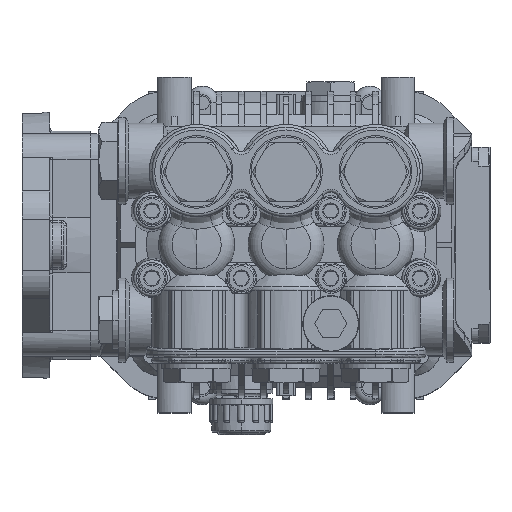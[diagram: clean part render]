
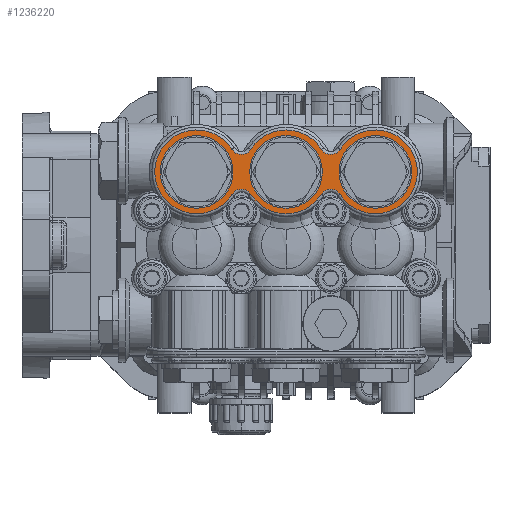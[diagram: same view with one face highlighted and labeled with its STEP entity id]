
A CAD part, top view. The second image highlights one B-rep face of the part: STEP entity #1236220.
In plain terms, the highlighted planar face has unit normal (0, 0, 1).
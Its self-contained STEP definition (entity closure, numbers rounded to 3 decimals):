
#910610=CARTESIAN_POINT('',(64.535,28.282,50.5));
#910620=VERTEX_POINT('',#910610);
#910810=CARTESIAN_POINT('',(71.272,28.282,50.5));
#910820=VERTEX_POINT('',#910810);
#910850=CARTESIAN_POINT('',(67.904,30.439,50.5));
#910860=DIRECTION('',(0.,0.,-1.));
#910870=DIRECTION('',(-1.,0.,0.));
#910880=AXIS2_PLACEMENT_3D('',#910850,#910860,#910870);
#910890=CIRCLE('',#910880,4.);
#910900=EDGE_CURVE('',#910820,#910620,#910890,.T.);
#930450=CARTESIAN_POINT('',(39.272,12.103,50.5));
#930460=VERTEX_POINT('',#930450);
#930630=CARTESIAN_POINT('',(32.535,12.103,50.5));
#930640=VERTEX_POINT('',#930630);
#930670=CARTESIAN_POINT('',(35.904,9.945,50.5));
#930680=DIRECTION('',(0.,0.,1.));
#930690=DIRECTION('',(1.,0.,0.));
#930700=AXIS2_PLACEMENT_3D('',#930670,#930680,#930690);
#930710=CIRCLE('',#930700,4.);
#930720=EDGE_CURVE('',#930460,#930640,#930710,.T.);
#947840=CARTESIAN_POINT('',(71.272,12.103,50.5));
#947850=VERTEX_POINT('',#947840);
#947880=CARTESIAN_POINT('',(83.904,20.192,50.5));
#947890=DIRECTION('',(0.,0.,-1.));
#947900=DIRECTION('',(-1.,0.,0.));
#947910=AXIS2_PLACEMENT_3D('',#947880,#947890,#947900);
#947920=CIRCLE('',#947910,15.);
#947930=EDGE_CURVE('',#910820,#947850,#947920,.T.);
#1233500=CARTESIAN_POINT('',(51.904,20.192,50.5));
#1233510=DIRECTION('',(0.,0.,-1.));
#1233520=DIRECTION('',(0.,1.,0.));
#1233530=AXIS2_PLACEMENT_3D('',#1233500,#1233510,#1233520);
#1233540=CIRCLE('',#1233530,15.);
#1233550=CARTESIAN_POINT('',(64.535,12.103,50.5));
#1233560=VERTEX_POINT('',#1233550);
#1233570=EDGE_CURVE('',#1233560,#930460,#1233540,.T.);
#1233780=CARTESIAN_POINT('',(67.904,9.945,50.5));
#1233790=DIRECTION('',(0.,0.,1.));
#1233800=DIRECTION('',(1.,0.,0.));
#1233810=AXIS2_PLACEMENT_3D('',#1233780,#1233790,#1233800);
#1233820=CIRCLE('',#1233810,4.);
#1233830=EDGE_CURVE('',#947850,#1233560,#1233820,.T.);
#1233930=CARTESIAN_POINT('',(51.904,20.192,50.5));
#1233940=DIRECTION('',(0.,0.,1.));
#1233950=DIRECTION('',(1.,0.,0.));
#1233960=AXIS2_PLACEMENT_3D('',#1233930,#1233940,#1233950);
#1233970=CIRCLE('',#1233960,15.);
#1233980=CARTESIAN_POINT('',(39.272,28.282,50.5));
#1233990=VERTEX_POINT('',#1233980);
#1234000=EDGE_CURVE('',#910620,#1233990,#1233970,.T.);
#1234280=CARTESIAN_POINT('',(32.535,28.282,50.5));
#1234290=VERTEX_POINT('',#1234280);
#1234400=CARTESIAN_POINT('',(35.904,30.439,50.5));
#1234410=DIRECTION('',(0.,0.,-1.));
#1234420=DIRECTION('',(-1.,0.,0.))
;
#1234430=AXIS2_PLACEMENT_3D('',#1234400,#1234410,#1234420);
#1234440=CIRCLE('',#1234430,4.);
#1234450=EDGE_CURVE('',#1233990,#1234290,#1234440,.T.);
#1234860=CARTESIAN_POINT('',(19.904,20.192,50.5));
#1234870=DIRECTION('',(0.,0.,-1.));
#1234880=DIRECTION('',(-1.,0.,0.))
;
#1234890=AXIS2_PLACEMENT_3D('',#1234860,#1234870,#1234880);
#1234900=CIRCLE('',#1234890,15.);
#1234910=EDGE_CURVE('',#930640,#1234290,#1234900,.T.);
#1235620=CARTESIAN_POINT('',(51.904,27.692,50.5));
#1235630=DIRECTION('',(0.,0.,1.));
#1235640=DIRECTION('',(0.,-1.,0.));
#1235650=AXIS2_PLACEMENT_3D('',#1235620,#1235630,#1235640);
#1235660=PLANE('',#1235650);
#1235670=ORIENTED_EDGE('',*,*,#1234450,.T.);
#1235680=ORIENTED_EDGE('',*,*,#1234000,.T.);
#1235690=ORIENTED_EDGE('',*,*,#910900,.T.);
#1235700=ORIENTED_EDGE('',*,*,#947930,.F.);
#1235710=ORIENTED_EDGE('',*,*,#1233830,.F.);
#1235720=ORIENTED_EDGE('',*,*,#1233570,.F.);
#1235730=ORIENTED_EDGE('',*,*,#930720,.F.);
#1235740=ORIENTED_EDGE('',*,*,#1234910,.F.);
#1235750=EDGE_LOOP('',(#1235740,#1235730,#1235720,#1235710,#1235700,
#1235690,#1235680,#1235670));
#1235760=FACE_OUTER_BOUND('',#1235750,.T.);
#1235770=CARTESIAN_POINT('',(19.904,20.192,50.5));
#1235780=DIRECTION('',(0.,0.,1.));
#1235790=DIRECTION('',(0.,-1.,0.));
#1235800=AXIS2_PLACEMENT_3D('',#1235770,#1235780,#1235790);
#1235810=CIRCLE('',#1235800,13.);
#1235820=CARTESIAN_POINT('',(19.904,7.192,50.5));
#1235830=VERTEX_POINT('',#1235820);
#1235840=CARTESIAN_POINT('',(19.904,33.192,50.5));
#1235850=VERTEX_POINT('',#1235840);
#1235860=EDGE_CURVE('',#1235830,#1235850,#1235810,.T.);
#1235870=ORIENTED_EDGE('',*,*,#1235860,.F.);
#1235880=EDGE_CURVE('',#1235850,#1235830,#1235810,.T.);
#1235890=ORIENTED_EDGE('',*,*,#1235880,.F.);
#1235900=EDGE_LOOP('',(#1235890,#1235870));
#1235910=FACE_BOUND('',#1235900,.T.);
#1235920=CARTESIAN_POINT('',(83.904,20.192,50.5));
#1235930=DIRECTION('',(0.,0.,1.));
#1235940=DIRECTION('',(0.,-1.,0.));
#1235950=AXIS2_PLACEMENT_3D('',#1235920,#1235930,#1235940);
#1235960=CIRCLE('',#1235950,13.);
#1235970=CARTESIAN_POINT('',(83.904,7.192,50.5));
#1235980=VERTEX_POINT('',#1235970);
#1235990=CARTESIAN_POINT('',(83.904,33.192,50.5));
#1236000=VERTEX_POINT('',#1235990);
#1236010=EDGE_CURVE('',#1235980,#1236000,#1235960,.T.);
#1236020=ORIENTED_EDGE('',*,*,#1236010,.F.);
#1236030=EDGE_CURVE('',#1236000,#1235980,#1235960,.T.);
#1236040=ORIENTED_EDGE('',*,*,#1236030,.F.);
#1236050=EDGE_LOOP('',(#1236040,#1236020));
#1236060=FACE_BOUND('',#1236050,.T.);
#1236070=CARTESIAN_POINT('',(51.904,20.192,50.5));
#1236080=DIRECTION('',(0.,0.,1.));
#1236090=DIRECTION('',(0.,-1.,0.));
#1236100=AXIS2_PLACEMENT_3D('',#1236070,#1236080,#1236090);
#1236110=CIRCLE('',#1236100,13.);
#1236120=CARTESIAN_POINT('',(51.904,7.192,50.5));
#1236130=VERTEX_POINT('',#1236120);
#1236140=CARTESIAN_POINT('',(51.904,33.192,50.5));
#1236150=VERTEX_POINT('',#1236140);
#1236160=EDGE_CURVE('',#1236130,#1236150,#1236110,.T.);
#1236170=ORIENTED_EDGE('',*,*,#1236160,.F.);
#1236180=EDGE_CURVE('',#1236150,#1236130,#1236110,.T.);
#1236190=ORIENTED_EDGE('',*,*,#1236180,.F.);
#1236200=EDGE_LOOP('',(#1236190,#1236170));
#1236210=FACE_BOUND('',#1236200,.T.);
#1236220=ADVANCED_FACE('',(#1235760,#1235910,#1236060,#1236210),#1235660
,.T.);
